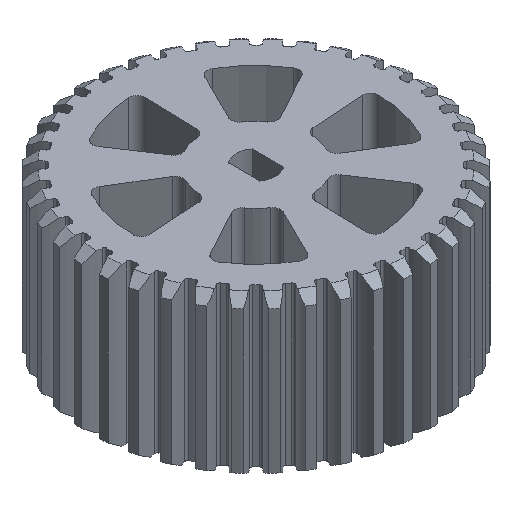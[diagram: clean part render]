
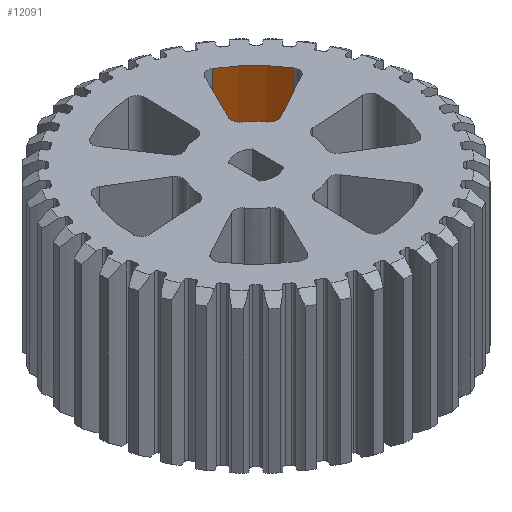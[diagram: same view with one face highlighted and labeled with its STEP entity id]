
A CAD part, isometric view. The second image highlights one B-rep face of the part: STEP entity #12091.
In plain terms, the highlighted cylindrical face has radius 15.442 mm (diameter 30.885 mm), a partial arc.
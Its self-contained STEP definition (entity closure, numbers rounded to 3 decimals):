
#61 = VECTOR ( 'NONE', #6444, 1000. ) ;
#344 = ORIENTED_EDGE ( 'NONE', *, *, #8527, .T. ) ;
#443 = ORIENTED_EDGE ( 'NONE', *, *, #3787, .T. ) ;
#1765 = CYLINDRICAL_SURFACE ( 'NONE', #7408, 15.442 ) ;
#1799 = DIRECTION ( 'NONE',  ( 0., 0., -1. ) ) ;
#2308 = CIRCLE ( 'NONE', #9270, 15.442 ) ;
#3237 = VERTEX_POINT ( 'NONE', #13534 ) ;
#3567 = CARTESIAN_POINT ( 'NONE',  ( 7.824, 13.313, -10. ) ) ;
#3787 = EDGE_CURVE ( 'NONE', #10906, #9048, #6523, .T. ) ;
#4169 = DIRECTION ( 'NONE',  ( 0., 0., -1. ) ) ;
#6055 = VERTEX_POINT ( 'NONE', #3567 ) ;
#6135 = EDGE_CURVE ( 'NONE', #3237, #9048, #2308, .T. ) ;
#6444 = DIRECTION ( 'NONE',  ( 0., 0., 1. ) ) ;
#6523 = LINE ( 'NONE', #14291, #61 ) ;
#6670 = EDGE_CURVE ( 'NONE', #3237, #6055, #13744, .T. ) ;
#7285 = FACE_OUTER_BOUND ( 'NONE', #11304, .T. ) ;
#7408 = AXIS2_PLACEMENT_3D ( 'NONE', #8385, #4169, #9621 ) ;
#8385 = CARTESIAN_POINT ( 'NONE',  ( 0., 0., 10. ) ) ;
#8527 = EDGE_CURVE ( 'NONE', #6055, #10906, #12161, .T. ) ;
#9029 = DIRECTION ( 'NONE',  ( 0., 0., -1. ) ) ;
#9048 = VERTEX_POINT ( 'NONE', #11956 ) ;
#9270 = AXIS2_PLACEMENT_3D ( 'NONE', #12369, #9029, #13458 ) ;
#9621 = DIRECTION ( 'NONE',  ( -1., 0., 0. ) ) ;
#9890 = CARTESIAN_POINT ( 'NONE',  ( 13.024, 8.297, -10. ) ) ;
#10472 = CARTESIAN_POINT ( 'NONE',  ( 7.824, 13.313, 10. ) ) ;
#10670 = DIRECTION ( 'NONE',  ( 1., 0., 0. ) ) ;
#10906 = VERTEX_POINT ( 'NONE', #9890 ) ;
#11304 = EDGE_LOOP ( 'NONE', ( #11598, #11785, #344, #443 ) ) ;
#11459 = AXIS2_PLACEMENT_3D ( 'NONE', #11756, #1799, #10670 ) ;
#11598 = ORIENTED_EDGE ( 'NONE', *, *, #6135, .F. ) ;
#11756 = CARTESIAN_POINT ( 'NONE',  ( 0., 0., -10. ) ) ;
#11785 = ORIENTED_EDGE ( 'NONE', *, *, #6670, .T. ) ;
#11956 = CARTESIAN_POINT ( 'NONE',  ( 13.024, 8.297, 10. ) ) ;
#12091 = ADVANCED_FACE ( 'NONE', ( #7285 ), #1765, .F. ) ;
#12161 = CIRCLE ( 'NONE', #11459, 15.442 ) ;
#12369 = CARTESIAN_POINT ( 'NONE',  ( 0., 0., 10. ) ) ;
#13001 = VECTOR ( 'NONE', #13821, 1000. ) ;
#13458 = DIRECTION ( 'NONE',  ( 1., 0., 0. ) ) ;
#13534 = CARTESIAN_POINT ( 'NONE',  ( 7.824, 13.313, 10. ) ) ;
#13744 = LINE ( 'NONE', #10472, #13001 ) ;
#13821 = DIRECTION ( 'NONE',  ( 0., 0., -1. ) ) ;
#14291 = CARTESIAN_POINT ( 'NONE',  ( 13.024, 8.297, 10. ) ) ;
